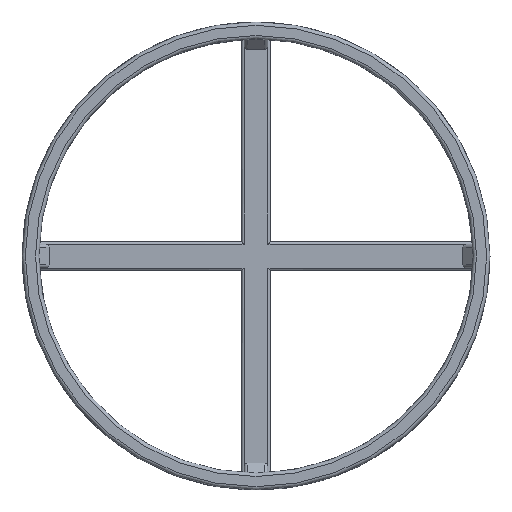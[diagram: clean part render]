
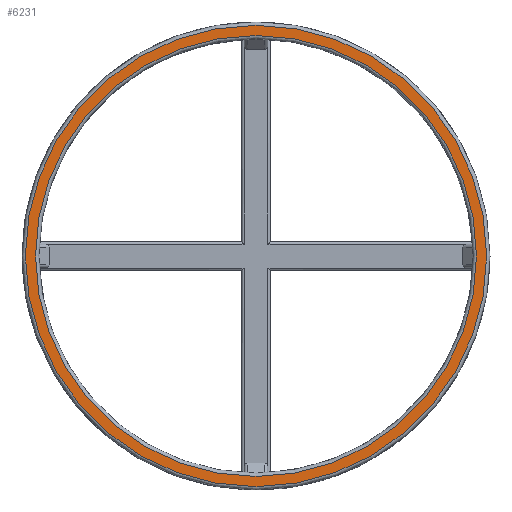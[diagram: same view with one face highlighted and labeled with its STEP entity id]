
A CAD part, top view. The second image highlights one B-rep face of the part: STEP entity #6231.
In plain terms, the highlighted planar face has unit normal (0, 0, 1).
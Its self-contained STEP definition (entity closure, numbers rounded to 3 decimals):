
#379 = TOROIDAL_SURFACE('',#380,65.25,1.);
#380 = AXIS2_PLACEMENT_3D('',#381,#382,#383);
#381 = CARTESIAN_POINT('',(0.,0.,21.));
#382 = DIRECTION('',(0.,0.,1.));
#383 = DIRECTION('',(1.,0.,-0.));
#4785 = VERTEX_POINT('',#4786);
#4786 = CARTESIAN_POINT('',(65.25,0.,22.));
#4806 = EDGE_CURVE('',#4785,#4785,#4807,.T.);
#4807 = SURFACE_CURVE('',#4808,(#4813,#4820),.PCURVE_S1.);
#4808 = CIRCLE('',#4809,65.25);
#4809 = AXIS2_PLACEMENT_3D('',#4810,#4811,#4812);
#4810 = CARTESIAN_POINT('',(0.,0.,22.));
#4811 = DIRECTION('',(0.,0.,1.));
#4812 = DIRECTION('',(1.,0.,-0.));
#4813 = PCURVE('',#379,#4814);
#4814 = DEFINITIONAL_REPRESENTATION('',(#4815),#4819);
#4815 = LINE('',#4816,#4817);
#4816 = CARTESIAN_POINT('',(0.,1.571));
#4817 = VECTOR('',#4818,1.);
#4818 = DIRECTION('',(1.,0.));
#4819 = ( GEOMETRIC_REPRESENTATION_CONTEXT(2) 
PARAMETRIC_REPRESENTATION_CONTEXT() REPRESENTATION_CONTEXT('2D SPACE',''
  ) );
#4820 = PCURVE('',#4821,#4826);
#4821 = PLANE('',#4822);
#4822 = AXIS2_PLACEMENT_3D('',#4823,#4824,#4825);
#4823 = CARTESIAN_POINT('',(0.,0.,22.)
  );
#4824 = DIRECTION('',(0.,0.,1.));
#4825 = DIRECTION('',(1.,0.,-0.));
#4826 = DEFINITIONAL_REPRESENTATION('',(#4827),#4831);
#4827 = CIRCLE('',#4828,65.25);
#4828 = AXIS2_PLACEMENT_2D('',#4829,#4830);
#4829 = CARTESIAN_POINT('',(0.,0.));
#4830 = DIRECTION('',(1.,0.));
#4831 = ( GEOMETRIC_REPRESENTATION_CONTEXT(2) 
PARAMETRIC_REPRESENTATION_CONTEXT() REPRESENTATION_CONTEXT('2D SPACE',''
  ) );
#6231 = ADVANCED_FACE('',(#6232,#6263),#4821,.T.);
#6232 = FACE_BOUND('',#6233,.T.);
#6233 = EDGE_LOOP('',(#6234));
#6234 = ORIENTED_EDGE('',*,*,#6235,.T.);
#6235 = EDGE_CURVE('',#6236,#6236,#6238,.T.);
#6236 = VERTEX_POINT('',#6237);
#6237 = CARTESIAN_POINT('',(68.25,0.,22.));
#6238 = SURFACE_CURVE('',#6239,(#6244,#6251),.PCURVE_S1.);
#6239 = CIRCLE('',#6240,68.25);
#6240 = AXIS2_PLACEMENT_3D('',#6241,#6242,#6243);
#6241 = CARTESIAN_POINT('',(0.,0.,22.));
#6242 = DIRECTION('',(0.,0.,1.));
#6243 = DIRECTION('',(1.,0.,-0.));
#6244 = PCURVE('',#4821,#6245);
#6245 = DEFINITIONAL_REPRESENTATION('',(#6246),#6250);
#6246 = CIRCLE('',#6247,68.25);
#6247 = AXIS2_PLACEMENT_2D('',#6248,#6249);
#6248 = CARTESIAN_POINT('',(0.,0.));
#6249 = DIRECTION('',(1.,0.));
#6250 = ( GEOMETRIC_REPRESENTATION_CONTEXT(2) 
PARAMETRIC_REPRESENTATION_CONTEXT() REPRESENTATION_CONTEXT('2D SPACE',''
  ) );
#6251 = PCURVE('',#6252,#6257);
#6252 = TOROIDAL_SURFACE('',#6253,68.25,1.);
#6253 = AXIS2_PLACEMENT_3D('',#6254,#6255,#6256);
#6254 = CARTESIAN_POINT('',(0.,0.,21.));
#6255 = DIRECTION('',(0.,0.,1.));
#6256 = DIRECTION('',(1.,0.,-0.));
#6257 = DEFINITIONAL_REPRESENTATION('',(#6258),#6262);
#6258 = LINE('',#6259,#6260);
#6259 = CARTESIAN_POINT('',(0.,1.571));
#6260 = VECTOR('',#6261,1.);
#6261 = DIRECTION('',(1.,0.));
#6262 = ( GEOMETRIC_REPRESENTATION_CONTEXT(2) 
PARAMETRIC_REPRESENTATION_CONTEXT() REPRESENTATION_CONTEXT('2D SPACE',''
  ) );
#6263 = FACE_BOUND('',#6264,.T.);
#6264 = EDGE_LOOP('',(#6265));
#6265 = ORIENTED_EDGE('',*,*,#4806,.F.);
